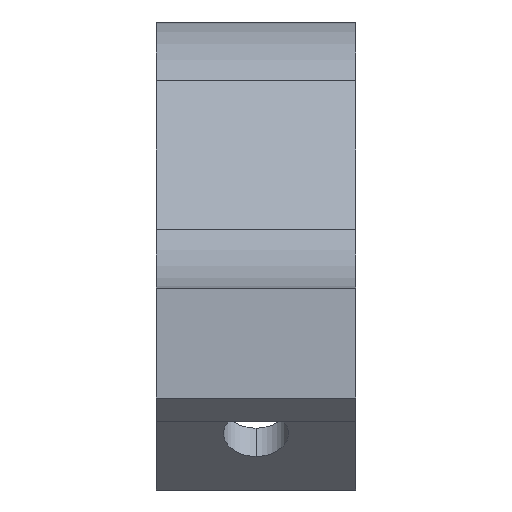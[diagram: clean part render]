
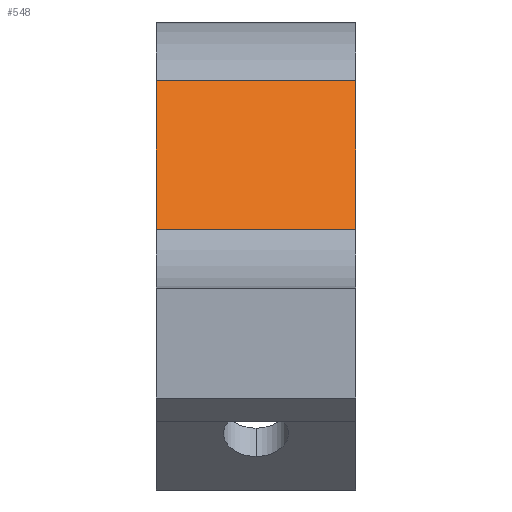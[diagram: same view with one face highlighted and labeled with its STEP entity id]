
A CAD part, front view. The second image highlights one B-rep face of the part: STEP entity #548.
In plain terms, the highlighted planar face has unit normal (0, -0.707, 0.707).
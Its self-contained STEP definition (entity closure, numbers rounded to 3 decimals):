
#71 = EDGE_LOOP ( 'NONE', ( #243, #800, #169, #569 ) ) ;
#90 = DIRECTION ( 'NONE',  ( 0., -0.707, -0.707 ) ) ;
#119 = CARTESIAN_POINT ( 'NONE',  ( 5., 120.049, 37.071 ) ) ;
#125 = PLANE ( 'NONE',  #570 ) ;
#142 = VECTOR ( 'NONE', #90, 1000. ) ;
#169 = ORIENTED_EDGE ( 'NONE', *, *, #707, .T. ) ;
#195 = VECTOR ( 'NONE', #337, 1000. ) ;
#197 = CARTESIAN_POINT ( 'NONE',  ( -5., 112.596, 29.617 ) ) ;
#199 = DIRECTION ( 'NONE',  ( 1., 0., 0. ) ) ;
#220 = DIRECTION ( 'NONE',  ( 0., 0.707, -0.707 ) ) ;
#225 = VECTOR ( 'NONE', #199, 1000. ) ;
#228 = LINE ( 'NONE', #852, #752 ) ;
#232 = CARTESIAN_POINT ( 'NONE',  ( 5., 109.667, 26.688 ) ) ;
#243 = ORIENTED_EDGE ( 'NONE', *, *, #450, .F. ) ;
#245 = LINE ( 'NONE', #311, #142 ) ;
#273 = LINE ( 'NONE', #740, #195 ) ;
#280 = EDGE_CURVE ( 'NONE', #412, #535, #919, .T. ) ;
#311 = CARTESIAN_POINT ( 'NONE',  ( -5., 109.667, 26.688 ) ) ;
#323 = VERTEX_POINT ( 'NONE', #119 ) ;
#337 = DIRECTION ( 'NONE',  ( 0., -0.707, -0.707 ) ) ;
#412 = VERTEX_POINT ( 'NONE', #197 ) ;
#450 = EDGE_CURVE ( 'NONE', #323, #535, #273, .T. ) ;
#468 = DIRECTION ( 'NONE',  ( -1., 0., 0. ) ) ;
#535 = VERTEX_POINT ( 'NONE', #871 ) ;
#548 = ADVANCED_FACE ( 'NONE', ( #703 ), #125, .F. ) ;
#551 = EDGE_CURVE ( 'NONE', #323, #790, #228, .T. ) ;
#569 = ORIENTED_EDGE ( 'NONE', *, *, #280, .T. ) ;
#570 = AXIS2_PLACEMENT_3D ( 'NONE', #232, #220, #613 ) ;
#613 = DIRECTION ( 'NONE',  ( 0., 0.707, 0.707 ) ) ;
#616 = CARTESIAN_POINT ( 'NONE',  ( -5., 120.049, 37.071 ) ) ;
#703 = FACE_OUTER_BOUND ( 'NONE', #71, .T. ) ;
#707 = EDGE_CURVE ( 'NONE', #790, #412, #245, .T. ) ;
#740 = CARTESIAN_POINT ( 'NONE',  ( 5., 109.667, 26.688 ) ) ;
#752 = VECTOR ( 'NONE', #468, 1000. ) ;
#790 = VERTEX_POINT ( 'NONE', #616 ) ;
#800 = ORIENTED_EDGE ( 'NONE', *, *, #551, .T. ) ;
#852 = CARTESIAN_POINT ( 'NONE',  ( 5., 120.049, 37.071 ) ) ;
#871 = CARTESIAN_POINT ( 'NONE',  ( 5., 112.596, 29.617 ) ) ;
#919 = LINE ( 'NONE', #992, #225 ) ;
#992 = CARTESIAN_POINT ( 'NONE',  ( 5., 112.596, 29.617 ) ) ;
